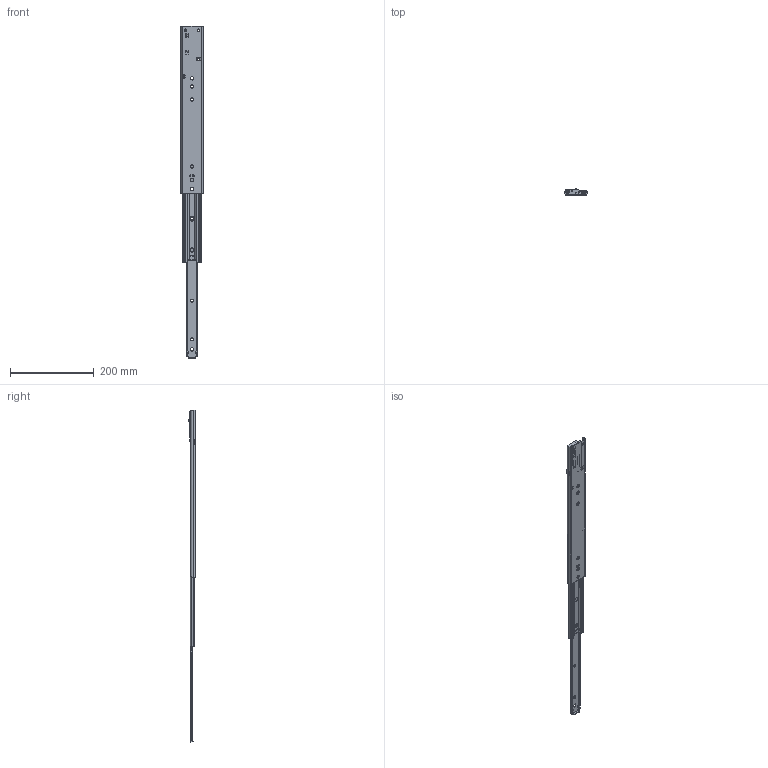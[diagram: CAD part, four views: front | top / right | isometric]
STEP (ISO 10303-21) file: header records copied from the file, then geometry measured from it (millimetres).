
FILE_DESCRIPTION(/* description */ (''),/* implementation_level */ '2;1');
FILE_NAME(/* name */ '103-R93-03-out.stp',/* time_stamp */ '2017-03-21T12:02:24+01:00',/* author */ ('stagece1'),/* organization */ (''),/* preprocessor_version */ 'ST-DEVELOPER v15.6',/* originating_system */ 'Autodesk Inventor 2015',/* authorisation */ '');
FILE_SCHEMA (('AUTOMOTIVE_DESIGN { 1 0 10303 214 3 1 1 }'));
Products named in the file (15): E000017657; E000017658; E000017669; E000017655; E000017666; E000017665; E000017660; E000017668; E000017661; E000017663; E000017664; E000017662; E000017667; Softclose_website; 103-R93-03-out
Assembly tree (58 placements, depth 3):
  103-R93-03-out
    E000017657
    E000017669
      E000017658
    E000017665
      E000017655
      E000017666  x22
    E000017668
      E000017660
    E000017664
      E000017661
      E000017663  x24
    E000017667
      E000017662
    Softclose_website
Bounding box: 55.3 x 16 x 792.99 mm (x, y, z)
Volume: 129549.5 mm3; surface area: 174743.8 mm2
Topology: 54 solids, 54 shells, 2115 faces, 5821 edges, 3858 vertices
Faces by surface type: cylinder 939, plane 803, sphere 174, torus 95, bspline 57, cone 47
Full cylindrical faces by diameter (mm): 1.5 x1, 2.5 x1, 2.8 x1, 3.8 x1, 4 x2, 4.5 x1, 4.76 x24, 5 x1, 5.56 x22, 5.9 x1, 6 x2, 8 x4, 10.4 x2, 12 x2
Entity records: 70208 total; most frequent: CARTESIAN_POINT 16860, DIRECTION 11520, ORIENTED_EDGE 10760, EDGE_CURVE 5380, AXIS2_PLACEMENT_3D 4134, VERTEX_POINT 3356, LINE 3252, VECTOR 3252
